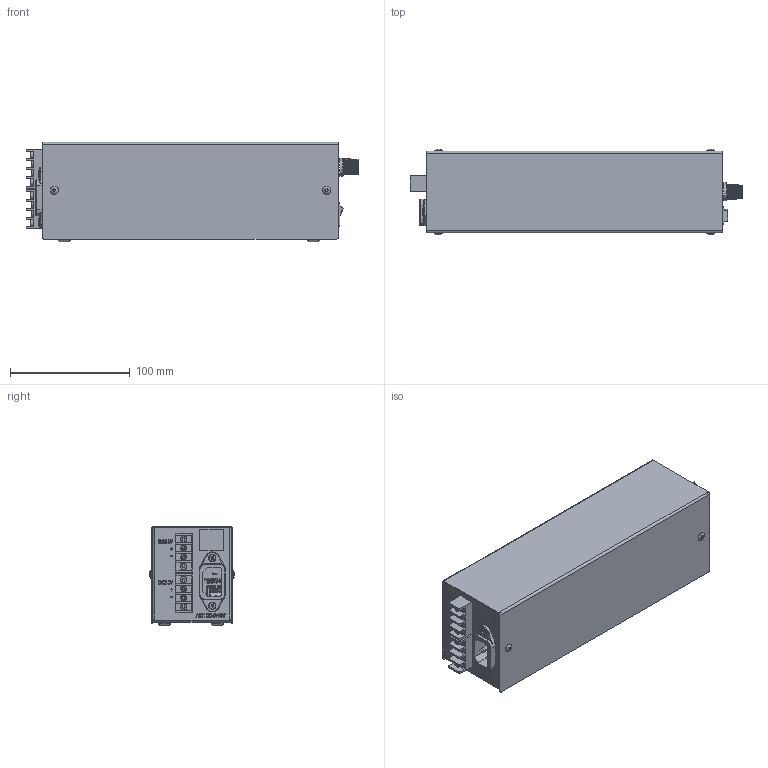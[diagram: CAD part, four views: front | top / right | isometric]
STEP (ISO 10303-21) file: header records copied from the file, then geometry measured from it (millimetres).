
FILE_DESCRIPTION (( 'STEP AP203' ), '1' );
FILE_NAME ('PSR-24100.STEP', '2020-03-26T06:07:44', ( '' ), ( '' ), 'SwSTEP 2.0', 'SolidWorks 2011', '' );
FILE_SCHEMA (( 'CONFIG_CONTROL_DESIGN' ));
Length unit declared in the file: millimetre
Products named in the file (1): PSR-24100
Bounding box: 277.23 x 71.6 x 83 mm (x, y, z)
Surface area: 149520 mm2 (no closed solid volume)
Topology: 0 solids, 58 shells, 879 faces, 3531 edges, 2611 vertices
Faces by surface type: plane 579, cylinder 111, cone 104, bspline 67, torus 14, sphere 4
Full cylindrical faces by diameter (mm): 5 x1, 5.5 x4, 6 x2, 6.9 x4, 15 x1
Entity records: 43763 total; most frequent: CARTESIAN_POINT 16441, ORIENTED_EDGE 5365, DIRECTION 4921, EDGE_CURVE 3482, VERTEX_POINT 2592, LINE 2267, VECTOR 2267, AXIS2_PLACEMENT_3D 1327
